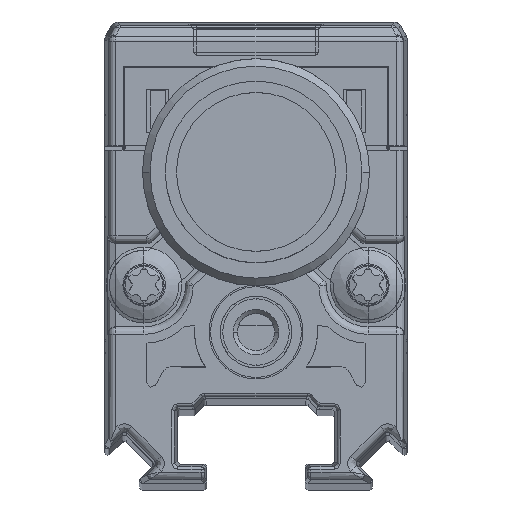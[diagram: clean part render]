
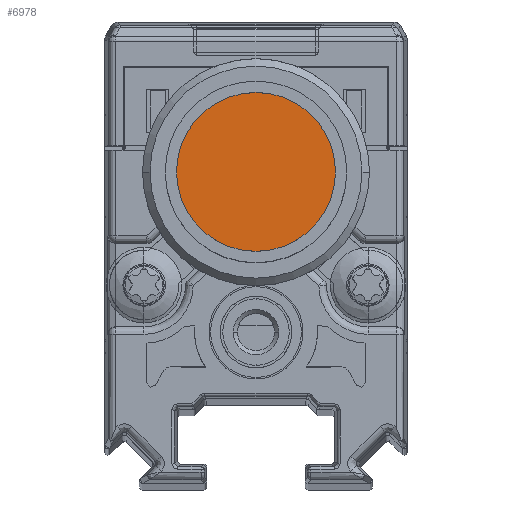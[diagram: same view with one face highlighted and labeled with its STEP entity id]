
A CAD part, top view. The second image highlights one B-rep face of the part: STEP entity #6978.
In plain terms, the highlighted planar face has unit normal (0, 0, 1).
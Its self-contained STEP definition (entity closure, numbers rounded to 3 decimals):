
#362=CARTESIAN_POINT('',(0.,20.,342.7));
#363=DIRECTION('',(0.,0.,-1.));
#364=DIRECTION('',(-1.,0.,0.));
#365=AXIS2_PLACEMENT_3D('',#362,#363,#364);
#367=CARTESIAN_POINT('',(0.,20.,342.7));
#368=DIRECTION('',(0.,0.,-1.));
#369=DIRECTION('',(1.,0.,0.));
#370=AXIS2_PLACEMENT_3D('',#367,#368,#369);
#5098=CARTESIAN_POINT('',(5.25,20.,342.7));
#5099=VERTEX_POINT('',#5098);
#5100=CARTESIAN_POINT('',(-5.25,20.,342.7));
#5101=VERTEX_POINT('',#5100);
#6969=CARTESIAN_POINT('',(0.,20.,342.7));
#6970=DIRECTION('',(0.,0.,1.));
#6971=DIRECTION('',(-1.,0.,0.));
#6972=AXIS2_PLACEMENT_3D('',#6969,#6970,#6971);
#6973=PLANE('',#6972);
#6974=ORIENTED_EDGE('',*,*,#6955,.T.);
#6975=ORIENTED_EDGE('',*,*,#6937,.T.);
#6976=EDGE_LOOP('',(#6974,#6975));
#6977=FACE_OUTER_BOUND('',#6976,.F.);
#6978=ADVANCED_FACE('',(#6977),#6973,.T.);
#366=CIRCLE('',#365,5.25);
#371=CIRCLE('',#370,5.25);
#6937=EDGE_CURVE('',#5099,#5101,#371,.T.);
#6955=EDGE_CURVE('',#5101,#5099,#366,.T.);
